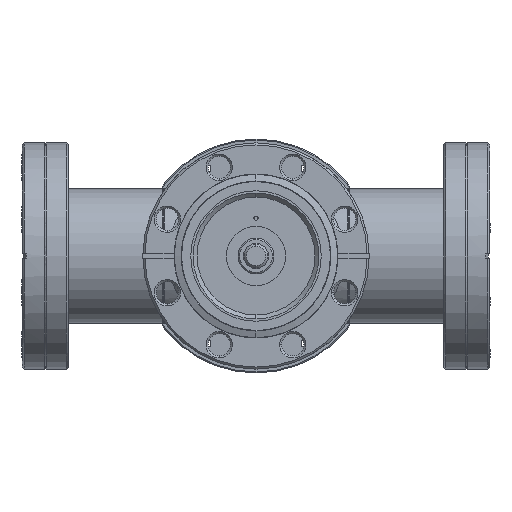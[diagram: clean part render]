
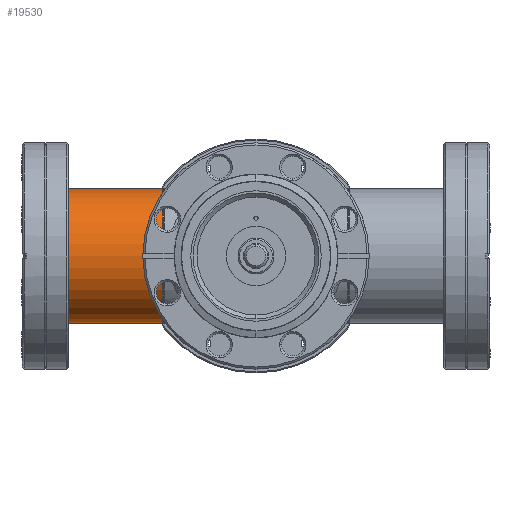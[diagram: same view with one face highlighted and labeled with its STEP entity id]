
A CAD part, left-side view. The second image highlights one B-rep face of the part: STEP entity #19530.
In plain terms, the highlighted cylindrical face has radius 25.4 mm (diameter 50.8 mm), a partial arc.
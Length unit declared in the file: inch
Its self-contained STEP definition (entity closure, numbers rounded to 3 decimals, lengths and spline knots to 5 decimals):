
#934 = FACE_OUTER_BOUND ( 'NONE', #13211, .T. ) ;
#1253 = VERTEX_POINT ( 'NONE', #12409 ) ;
#1330 = DIRECTION ( 'NONE',  ( 0., 0., -1. ) ) ;
#1917 = DIRECTION ( 'NONE',  ( 0., 1., 0. ) ) ;
#2308 = DIRECTION ( 'NONE',  ( 0., -1., 0. ) ) ;
#2449 = CARTESIAN_POINT ( 'NONE',  ( 1.25, 3.25, 1. ) ) ;
#3728 = EDGE_CURVE ( 'NONE', #19417, #1253, #8581, .T. ) ;
#4040 = VECTOR ( 'NONE', #6022, 39.37008 ) ;
#4335 = EDGE_CURVE ( 'NONE', #21691, #1253, #16159, .T. ) ;
#4390 = CARTESIAN_POINT ( 'NONE',  ( 1.25, 3.23, -1. ) ) ;
#4516 = DIRECTION ( 'NONE',  ( 0., 0., -1. ) ) ;
#6022 = DIRECTION ( 'NONE',  ( 0., -1., 0. ) ) ;
#7382 = AXIS2_PLACEMENT_3D ( 'NONE', #15576, #1917, #18765 ) ;
#7641 = ORIENTED_EDGE ( 'NONE', *, *, #9301, .T. ) ;
#8581 = CIRCLE ( 'NONE', #7382, 1. ) ;
#9301 = EDGE_CURVE ( 'NONE', #21691, #9741, #10425, .T. ) ;
#9435 = CARTESIAN_POINT ( 'NONE',  ( 1.25, 3.25, -1. ) ) ;
#9459 = ORIENTED_EDGE ( 'NONE', *, *, #4335, .F. ) ;
#9712 = EDGE_CURVE ( 'NONE', #9741, #19417, #17956, .T. ) ;
#9741 = VERTEX_POINT ( 'NONE', #4390 ) ;
#10425 = CIRCLE ( 'NONE', #11368, 1. ) ;
#10846 = AXIS2_PLACEMENT_3D ( 'NONE', #11305, #12997, #4516 ) ;
#11103 = CARTESIAN_POINT ( 'NONE',  ( 1.25, 1.385, -1. ) ) ;
#11200 = VECTOR ( 'NONE', #2308, 39.37008 ) ;
#11305 = CARTESIAN_POINT ( 'NONE',  ( 1.25, 3.25, 0. ) ) ;
#11368 = AXIS2_PLACEMENT_3D ( 'NONE', #21505, #11486, #1330 ) ;
#11486 = DIRECTION ( 'NONE',  ( 0., -1., 0. ) ) ;
#11839 = ORIENTED_EDGE ( 'NONE', *, *, #3728, .T. ) ;
#12409 = CARTESIAN_POINT ( 'NONE',  ( 1.25, 1.385, 1. ) ) ;
#12997 = DIRECTION ( 'NONE',  ( 0., -1., 0. ) ) ;
#13211 = EDGE_LOOP ( 'NONE', ( #9459, #7641, #18090, #11839 ) ) ;
#13897 = CYLINDRICAL_SURFACE ( 'NONE', #10846, 1. ) ;
#15576 = CARTESIAN_POINT ( 'NONE',  ( 1.25, 1.385, 0. ) ) ;
#16159 = LINE ( 'NONE', #2449, #11200 ) ;
#17956 = LINE ( 'NONE', #9435, #4040 ) ;
#18090 = ORIENTED_EDGE ( 'NONE', *, *, #9712, .T. ) ;
#18765 = DIRECTION ( 'NONE',  ( 0., 0., -1. ) ) ;
#18781 = CARTESIAN_POINT ( 'NONE',  ( 1.25, 3.23, 1. ) ) ;
#19417 = VERTEX_POINT ( 'NONE', #11103 ) ;
#19530 = ADVANCED_FACE ( 'NONE', ( #934 ), #13897, .T. ) ;
#21505 = CARTESIAN_POINT ( 'NONE',  ( 1.25, 3.23, 0. ) ) ;
#21691 = VERTEX_POINT ( 'NONE', #18781 ) ;
